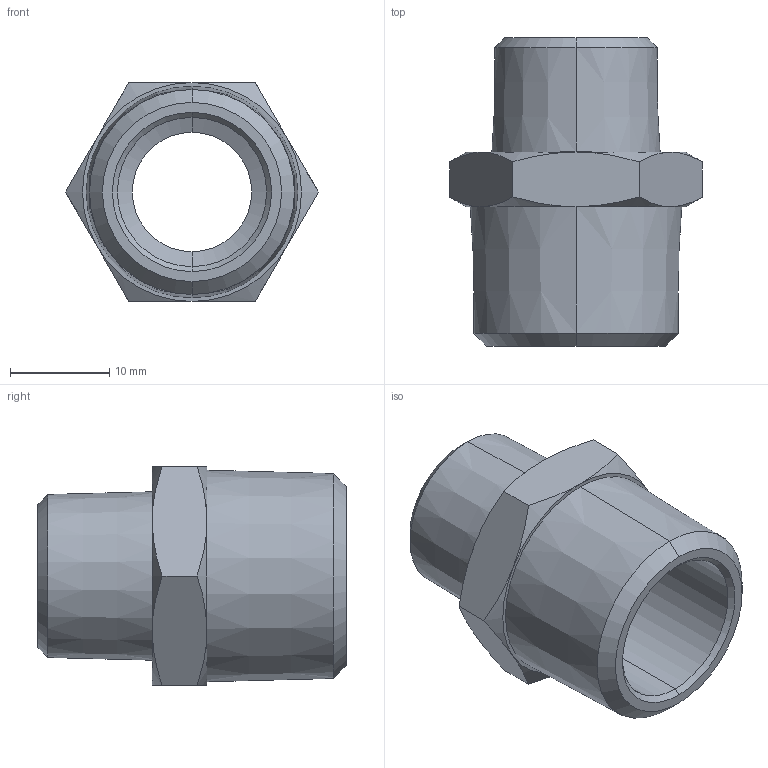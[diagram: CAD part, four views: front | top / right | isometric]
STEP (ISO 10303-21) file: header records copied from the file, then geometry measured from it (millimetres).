
FILE_DESCRIPTION(( 'RA.12.38.12.STEP' ), '1');
FILE_NAME( 'RA.12.38.12.STEP', '2018-09-19T08:56:46',( 'Sopra'),('sopra-pneumatic.com'), 'SwSTEP 2.0','SolidWorks 2009','' );
FILE_SCHEMA (( 'CONFIG_CONTROL_DESIGN' ));
Length unit declared in the file: millimetre
Products named in the file (1): 05020304
Bounding box: 25.4 x 31 x 22 mm (x, y, z)
Volume: 4892.5 mm3; surface area: 3687.1 mm2
Topology: 1 solids, 1 shells, 40 faces, 84 edges, 48 vertices
Faces by surface type: cone 26, plane 10, cylinder 4
Entity records: 1229 total; most frequent: CARTESIAN_POINT 317, DIRECTION 178, ORIENTED_EDGE 168, EDGE_CURVE 84, AXIS2_PLACEMENT_3D 77, VERTEX_POINT 48, EDGE_LOOP 44, ADVANCED_FACE 40
